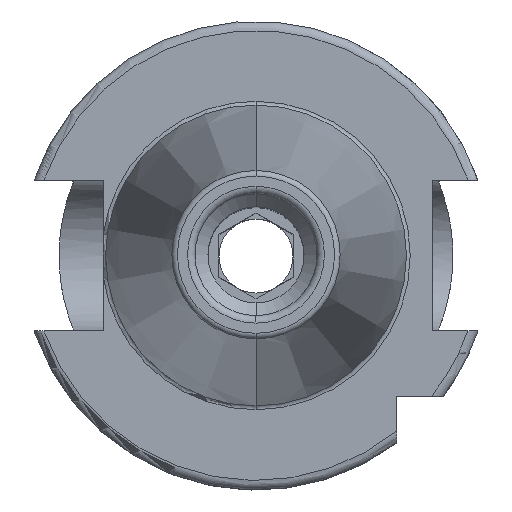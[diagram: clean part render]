
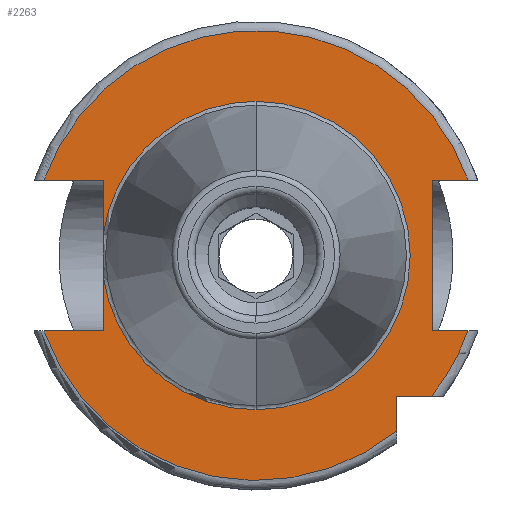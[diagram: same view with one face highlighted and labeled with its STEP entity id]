
A CAD part, top view. The second image highlights one B-rep face of the part: STEP entity #2263.
In plain terms, the highlighted planar face has unit normal (0, 0, 1).
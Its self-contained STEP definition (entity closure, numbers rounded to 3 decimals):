
#199=DIRECTION('',(1,0,0));
#200=VECTOR('',#199,6.31);
#201=CARTESIAN_POINT('',(-22.61,-8.05,15.9));
#202=LINE('',#201,#200);
#203=DIRECTION('',(0,1,0));
#204=VECTOR('',#203,5.834);
#205=CARTESIAN_POINT('',(-16.3,-8.05,15.9));
#206=LINE('',#205,#204);
#207=DIRECTION('',(0,1,0));
#208=VECTOR('',#207,5.834);
#209=CARTESIAN_POINT('',(-16.3,2.216,15.9));
#210=LINE('',#209,#208);
#211=DIRECTION('',(1,0,0));
#212=VECTOR('',#211,6.31);
#213=CARTESIAN_POINT('',(-22.61,8.05,15.9));
#214=LINE('',#213,#212);
#215=DIRECTION('',(-1,0,0));
#216=VECTOR('',#215,3.81);
#217=CARTESIAN_POINT('',(22.61,8.05,15.9));
#218=LINE('',#217,#216);
#219=DIRECTION('',(0,-1,0));
#220=VECTOR('',#219,16.1);
#221=CARTESIAN_POINT('',(18.8,8.05,15.9));
#222=LINE('',#221,#220);
#223=DIRECTION('',(-1,0,0));
#224=VECTOR('',#223,3.81);
#225=CARTESIAN_POINT('',(22.61,-8.05,15.9));
#226=LINE('',#225,#224);
#227=CARTESIAN_POINT('',(0,0,15.9));
#228=DIRECTION('',(0,0,1));
#229=DIRECTION('',(0.781,-0.625,0));
#230=AXIS2_PLACEMENT_3D('',#227,#228,#229);
#232=DIRECTION('',(-1,0,0));
#233=VECTOR('',#232,3.735);
#234=CARTESIAN_POINT('',(18.735,-15,15.9));
#235=LINE('',#234,#233);
#236=DIRECTION('',(0,1,0));
#237=VECTOR('',#236,3.735);
#238=CARTESIAN_POINT('',(15,-18.735,15.9));
#239=LINE('',#238,#237);
#870=CARTESIAN_POINT('',(0,0,15.9));
#871=DIRECTION('',(0,0,-1));
#872=DIRECTION('',(0,1,0));
#873=AXIS2_PLACEMENT_3D('',#870,#871,#872);
#886=CARTESIAN_POINT('',(0,0,15.9));
#887=DIRECTION('',(0,0,1));
#888=DIRECTION('',(0,1,0));
#889=AXIS2_PLACEMENT_3D('',#886,#887,#888);
#901=CARTESIAN_POINT('',(0,0,15.9));
#902=DIRECTION('',(0,0,1));
#903=DIRECTION('',(-0.991,-0.135,0));
#904=AXIS2_PLACEMENT_3D('',#901,#902,#903);
#1208=CARTESIAN_POINT('',(0,0,15.9));
#1209=DIRECTION('',(0,0,1));
#1210=DIRECTION('',(0.942,0.335,0));
#1211=AXIS2_PLACEMENT_3D('',#1208,#1209,#1210);
#1259=CARTESIAN_POINT('',(0,0,15.9));
#1260=DIRECTION('',(0,0,1));
#1261=DIRECTION('',(-0.942,-0.335,0));
#1262=AXIS2_PLACEMENT_3D('',#1259,#1260,#1261);
#1663=CARTESIAN_POINT('',(0,16.45,15.9));
#1665=VERTEX_POINT('',#1663);
#1685=CARTESIAN_POINT('',(0,-16.45,15.9));
#1687=VERTEX_POINT('',#1685);
#1775=CARTESIAN_POINT('',(-22.61,-8.05,15.9));
#1776=CARTESIAN_POINT('',(-16.3,-8.05,15.9));
#1777=VERTEX_POINT('',#1775);
#1778=VERTEX_POINT('',#1776);
#1779=CARTESIAN_POINT('',(-16.3,-2.216,15.9));
#1780=VERTEX_POINT('',#1779);
#1781=CARTESIAN_POINT('',(-16.3,2.216,15.9));
#1782=CARTESIAN_POINT('',(-16.3,8.05,15.9));
#1783=VERTEX_POINT('',#1781);
#1784=VERTEX_POINT('',#1782);
#1785=CARTESIAN_POINT('',(-22.61,8.05,15.9));
#1786=VERTEX_POINT('',#1785);
#1787=CARTESIAN_POINT('',(18.8,8.05,15.9));
#1788=CARTESIAN_POINT('',(18.8,-8.05,15.9));
#1789=VERTEX_POINT('',#1787);
#1790=VERTEX_POINT('',#1788);
#1791=CARTESIAN_POINT('',(22.61,-8.05,15.9));
#1792=VERTEX_POINT('',#1791);
#1793=CARTESIAN_POINT('',(22.61,8.05,15.9));
#1794=VERTEX_POINT('',#1793);
#1795=CARTESIAN_POINT('',(15,-18.735,15.9));
#1796=CARTESIAN_POINT('',(15,-15,15.9));
#1797=VERTEX_POINT('',#1795);
#1798=VERTEX_POINT('',#1796);
#1799=CARTESIAN_POINT('',(18.735,-15,15.9));
#1800=VERTEX_POINT('',#1799);
#2229=CARTESIAN_POINT('',(0,0,15.9));
#2230=DIRECTION('',(0,0,-1));
#2231=DIRECTION('',(0,-1,0));
#2232=AXIS2_PLACEMENT_3D('',#2229,#2230,#2231);
#2233=PLANE('',#2232);
#2234=ORIENTED_EDGE('',*,*,#2120,.T.);
#2236=ORIENTED_EDGE('',*,*,#2235,.T.);
#2238=ORIENTED_EDGE('',*,*,#2237,.T.);
#2240=ORIENTED_EDGE('',*,*,#2239,.F.);
#2242=ORIENTED_EDGE('',*,*,#2241,.T.);
#2244=ORIENTED_EDGE('',*,*,#2243,.T.);
#2246=ORIENTED_EDGE('',*,*,#2245,.F.);
#2248=ORIENTED_EDGE('',*,*,#2247,.F.);
#2250=ORIENTED_EDGE('',*,*,#2249,.T.);
#2252=ORIENTED_EDGE('',*,*,#2251,.T.);
#2254=ORIENTED_EDGE('',*,*,#2253,.F.);
#2256=ORIENTED_EDGE('',*,*,#2255,.F.);
#2257=ORIENTED_EDGE('',*,*,#2206,.T.);
#2258=ORIENTED_EDGE('',*,*,#2193,.F.);
#2260=ORIENTED_EDGE('',*,*,#2259,.F.);
#2261=EDGE_LOOP('',(#2234,#2236,#2238,#2240,#2242,#2244,#2246,#2248,#2250,#2252,
#2254,#2256,#2257,#2258,#2260));
#2262=FACE_OUTER_BOUND('',#2261,.F.);
#2263=ADVANCED_FACE('',(#2262),#2233,.F.);
#231=CIRCLE('',#230,24);
#874=CIRCLE('',#873,16.45);
#890=CIRCLE('',#889,16.45);
#905=CIRCLE('',#904,16.45);
#1212=CIRCLE('',#1211,24);
#1263=CIRCLE('',#1262,24);
#2120=EDGE_CURVE('',#1777,#1778,#202,.T.);
#2193=EDGE_CURVE('',#1797,#1798,#239,.T.);
#2206=EDGE_CURVE('',#1800,#1798,#235,.T.);
#2235=EDGE_CURVE('',#1778,#1780,#206,.T.);
#2237=EDGE_CURVE('',#1780,#1687,#905,.T.);
#2239=EDGE_CURVE('',#1665,#1687,#874,.T.);
#2241=EDGE_CURVE('',#1665,#1783,#890,.T.);
#2243=EDGE_CURVE('',#1783,#1784,#210,.T.);
#2245=EDGE_CURVE('',#1786,#1784,#214,.T.);
#2247=EDGE_CURVE('',#1794,#1786,#1212,.T.);
#2249=EDGE_CURVE('',#1794,#1789,#218,.T.);
#2251=EDGE_CURVE('',#1789,#1790,#222,.T.);
#2253=EDGE_CURVE('',#1792,#1790,#226,.T.);
#2255=EDGE_CURVE('',#1800,#1792,#231,.T.);
#2259=EDGE_CURVE('',#1777,#1797,#1263,.T.);
